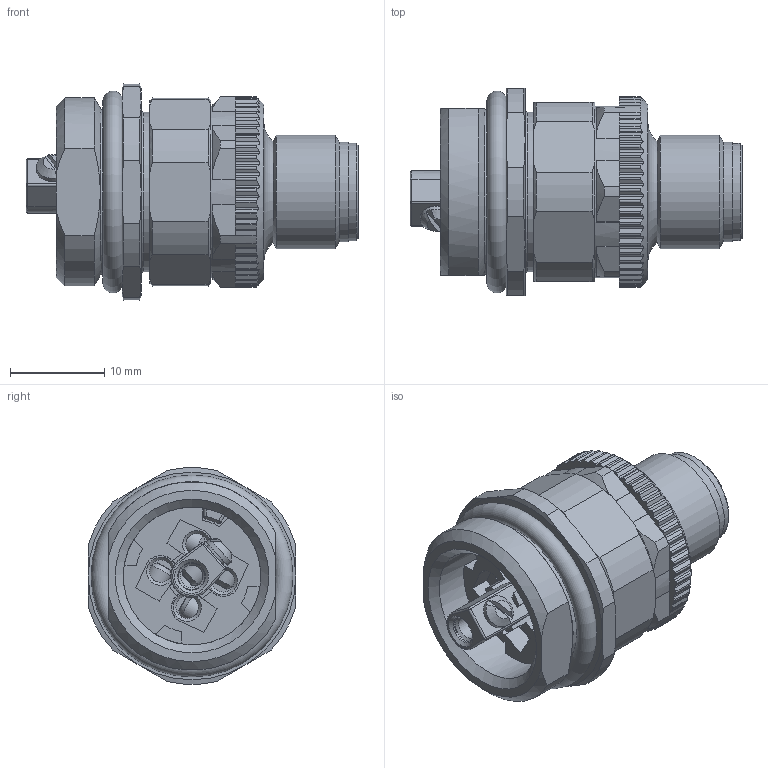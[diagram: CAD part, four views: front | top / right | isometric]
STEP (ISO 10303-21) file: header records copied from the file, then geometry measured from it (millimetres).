
FILE_DESCRIPTION(/* description */ (''),/* implementation_level */ '2;1');
FILE_NAME(/* name */ '99 0433 500 05 001_00.stp',/* time_stamp */ '2013-11-05T08:47:01+01:00',/* author */ (''),/* organization */ (''),/* preprocessor_version */ 'ST-DEVELOPER v14',/* originating_system */ 'SIEMENS PLM Software NX 8.0',/* authorisation */ '');
FILE_SCHEMA (('AUTOMOTIVE_DESIGN { 1 0 10303 214 3 1 1 1 }'));
Length unit declared in the file: millimetre
Products named in the file (1): cerl11EC019Es36d
Bounding box: 35.2 x 22 x 22.93 mm (x, y, z)
Volume: 6514.3 mm3; surface area: 4260.9 mm2
Topology: 1 solids, 2 shells, 550 faces, 1537 edges, 1003 vertices
Faces by surface type: plane 273, cylinder 194, cone 60, torus 11, sphere 11, bspline 1
Full cylindrical faces by diameter (mm): 1 x5, 2.4 x5, 2.5 x1, 2.8 x2, 3.4 x1, 8.3 x1, 10.3 x1, 10.6 x1, 12 x1, 14.6 x1, 16.9 x1, 17.3 x2, 18.2 x1
Entity records: 19067 total; most frequent: CARTESIAN_POINT 5787, ORIENTED_EDGE 2860, DIRECTION 2587, EDGE_CURVE 1430, VERTEX_POINT 960, AXIS2_PLACEMENT_3D 943, LINE 701, VECTOR 701
